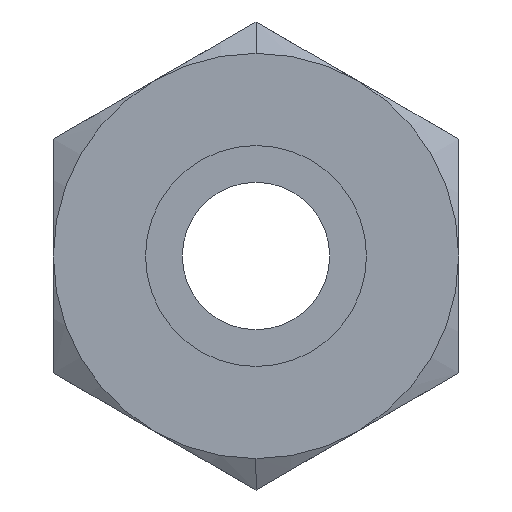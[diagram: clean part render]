
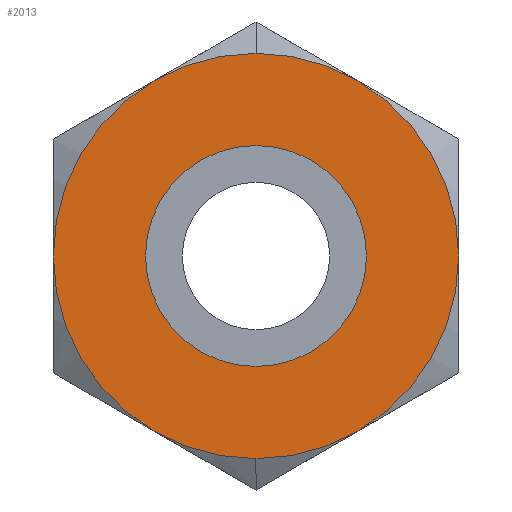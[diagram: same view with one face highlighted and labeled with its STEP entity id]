
A CAD part, left-side view. The second image highlights one B-rep face of the part: STEP entity #2013.
In plain terms, the highlighted planar face has unit normal (-1, 0, 0).
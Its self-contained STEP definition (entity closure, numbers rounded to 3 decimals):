
#192 = AXIS2_PLACEMENT_3D ( 'NONE', #4170, #1535, #2985 ) ;
#287 = EDGE_CURVE ( 'NONE', #8506, #5222, #7482, .T. ) ;
#1128 = DIRECTION ( 'NONE',  ( 1., 0., 0. ) ) ;
#1313 = FACE_OUTER_BOUND ( 'NONE', #6039, .T. ) ;
#1535 = DIRECTION ( 'NONE',  ( 1., 0., 0. ) ) ;
#1552 = AXIS2_PLACEMENT_3D ( 'NONE', #7458, #6178, #8113 ) ;
#1720 = CARTESIAN_POINT ( 'NONE',  ( 0., 0., -8.73 ) ) ;
#1892 = CIRCLE ( 'NONE', #3992, 8.73 ) ;
#2013 = ADVANCED_FACE ( 'NONE', ( #7280, #1313 ), #3982, .T. ) ;
#2396 = CIRCLE ( 'NONE', #7182, 4.76 ) ;
#2578 = DIRECTION ( 'NONE',  ( 0., 0., -1. ) ) ;
#2606 = EDGE_CURVE ( 'NONE', #4718, #3765, #2396, .T. ) ;
#2781 = CARTESIAN_POINT ( 'NONE',  ( 0., 0., 8.73 ) ) ;
#2985 = DIRECTION ( 'NONE',  ( 0., 0., -1. ) ) ;
#3019 = DIRECTION ( 'NONE',  ( 0., 0., 1. ) ) ;
#3651 = DIRECTION ( 'NONE',  ( 0., 0., 1. ) ) ;
#3760 = CARTESIAN_POINT ( 'NONE',  ( 0., 0., 0. ) ) ;
#3765 = VERTEX_POINT ( 'NONE', #8181 ) ;
#3982 = PLANE ( 'NONE',  #1552 ) ;
#3992 = AXIS2_PLACEMENT_3D ( 'NONE', #3760, #1128, #3019 ) ;
#4109 = ORIENTED_EDGE ( 'NONE', *, *, #287, .F. ) ;
#4170 = CARTESIAN_POINT ( 'NONE',  ( 0., 0., 0. ) ) ;
#4704 = ORIENTED_EDGE ( 'NONE', *, *, #2606, .T. ) ;
#4718 = VERTEX_POINT ( 'NONE', #5317 ) ;
#5222 = VERTEX_POINT ( 'NONE', #2781 ) ;
#5317 = CARTESIAN_POINT ( 'NONE',  ( 0., 0., 4.76 ) ) ;
#5324 = DIRECTION ( 'NONE',  ( 1., 0., 0. ) ) ;
#5439 = CIRCLE ( 'NONE', #7551, 4.76 ) ;
#5595 = ORIENTED_EDGE ( 'NONE', *, *, #5807, .T. ) ;
#5807 = EDGE_CURVE ( 'NONE', #3765, #4718, #5439, .T. ) ;
#5973 = CARTESIAN_POINT ( 'NONE',  ( 0., 0., 0. ) ) ;
#6039 = EDGE_LOOP ( 'NONE', ( #6303, #4109 ) ) ;
#6178 = DIRECTION ( 'NONE',  ( -1., 0., 0. ) ) ;
#6303 = ORIENTED_EDGE ( 'NONE', *, *, #6912, .F. ) ;
#6533 = CARTESIAN_POINT ( 'NONE',  ( 0., 0., 0. ) ) ;
#6912 = EDGE_CURVE ( 'NONE', #5222, #8506, #1892, .T. ) ;
#7182 = AXIS2_PLACEMENT_3D ( 'NONE', #5973, #5324, #3651 ) ;
#7280 = FACE_BOUND ( 'NONE', #8593, .T. ) ;
#7458 = CARTESIAN_POINT ( 'NONE',  ( 0., 0., 4.365 ) ) ;
#7482 = CIRCLE ( 'NONE', #192, 8.73 ) ;
#7551 = AXIS2_PLACEMENT_3D ( 'NONE', #6533, #8550, #2578 ) ;
#8113 = DIRECTION ( 'NONE',  ( 0., 0., 1. ) ) ;
#8181 = CARTESIAN_POINT ( 'NONE',  ( 0., 0., -4.76 ) ) ;
#8506 = VERTEX_POINT ( 'NONE', #1720 ) ;
#8550 = DIRECTION ( 'NONE',  ( 1., 0., 0. ) ) ;
#8593 = EDGE_LOOP ( 'NONE', ( #5595, #4704 ) ) ;
